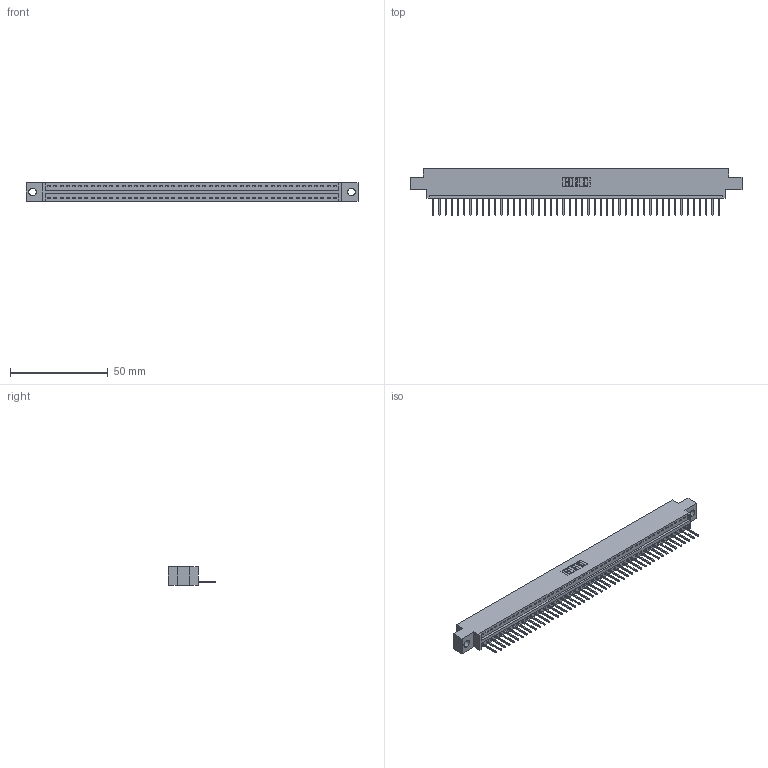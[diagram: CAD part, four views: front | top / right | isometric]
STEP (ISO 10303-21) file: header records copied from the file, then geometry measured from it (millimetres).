
FILE_DESCRIPTION (( 'STEP AP203' ), '1' );
FILE_NAME ('396-047-526-604.STEP', '2018-09-07T10:45:01', ( '' ), ( '' ), 'SwSTEP 2.0', 'SolidWorks 2016', '' );
FILE_SCHEMA (( 'CONFIG_CONTROL_DESIGN' ));
Length unit declared in the file: inch
Products named in the file (3): 346 Part_0.170 Offset - 0.156 Dia-TH; 345-292-001_345-293-126; 396-047-526-604
Assembly tree (48 placements, depth 2):
  396-047-526-604
    346 Part_0.170 Offset - 0.156 Dia-TH
    345-292-001_345-293-126  x47
Bounding box: 169.8 x 24.13 x 9.4 mm (x, y, z)
Volume: 16008.1 mm3; surface area: 19981.5 mm2
Topology: 48 solids, 48 shells, 2852 faces, 8613 edges, 5678 vertices
Faces by surface type: plane 1960, cylinder 892
Entity records: 28649 total; most frequent: CARTESIAN_POINT 4917, ORIENTED_EDGE 4898, DIRECTION 4331, EDGE_CURVE 2449, VECTOR 2129, LINE 2129, VERTEX_POINT 1630, AXIS2_PLACEMENT_3D 1101
